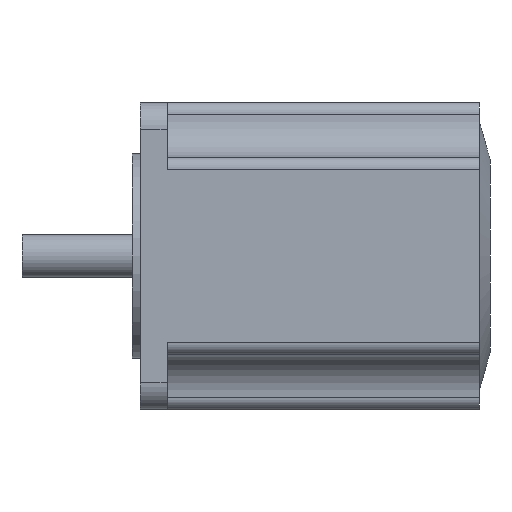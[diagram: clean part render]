
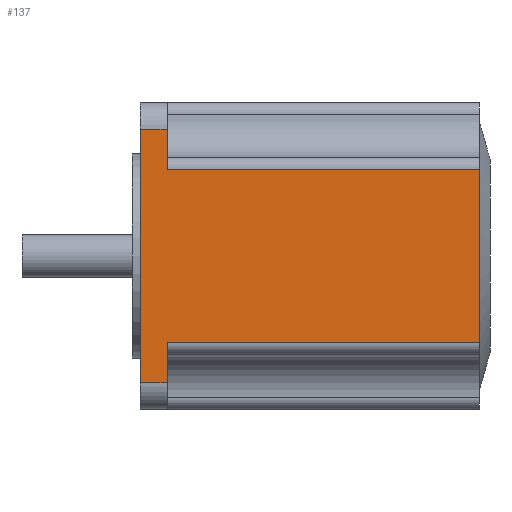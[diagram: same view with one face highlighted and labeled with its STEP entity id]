
A CAD part, left-side view. The second image highlights one B-rep face of the part: STEP entity #137.
In plain terms, the highlighted planar face has unit normal (-1, 0, 0).
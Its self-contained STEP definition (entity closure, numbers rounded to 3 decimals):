
#40 = DIRECTION ( 'NONE',  ( 0., 0., 1. ) ) ;
#67 = CARTESIAN_POINT ( 'NONE',  ( 0., -63., -12.4 ) ) ;
#108 = EDGE_CURVE ( 'NONE', #180, #1760, #2208, .T. ) ;
#131 = ORIENTED_EDGE ( 'NONE', *, *, #1483, .F. ) ;
#137 = ADVANCED_FACE ( 'NONE', ( #494 ), #1364, .T. ) ;
#174 = DIRECTION ( 'NONE',  ( 0., -1., 0. ) ) ;
#180 = VERTEX_POINT ( 'NONE', #2389 ) ;
#221 = ORIENTED_EDGE ( 'NONE', *, *, #1574, .F. ) ;
#239 = VERTEX_POINT ( 'NONE', #958 ) ;
#271 = ORIENTED_EDGE ( 'NONE', *, *, #108, .T. ) ;
#364 = EDGE_CURVE ( 'NONE', #2592, #2658, #2259, .T. ) ;
#365 = CARTESIAN_POINT ( 'NONE',  ( 0., -5., 0. ) ) ;
#428 = CARTESIAN_POINT ( 'NONE',  ( 0., -5., -12.4 ) ) ;
#494 = FACE_OUTER_BOUND ( 'NONE', #1858, .T. ) ;
#776 = VECTOR ( 'NONE', #807, 1000. ) ;
#807 = DIRECTION ( 'NONE',  ( 0., -1., 0. ) ) ;
#825 = LINE ( 'NONE', #1934, #1299 ) ;
#828 = DIRECTION ( 'NONE',  ( 0., 0., 1. ) ) ;
#875 = CARTESIAN_POINT ( 'NONE',  ( 0., -63., -44.6 ) ) ;
#958 = CARTESIAN_POINT ( 'NONE',  ( 0., -5., -52.07 ) ) ;
#1085 = DIRECTION ( 'NONE',  ( 0., 0., -1. ) ) ;
#1100 = CARTESIAN_POINT ( 'NONE',  ( 0., -6., -4.93 ) ) ;
#1203 = EDGE_CURVE ( 'NONE', #2098, #2658, #825, .T. ) ;
#1275 = ORIENTED_EDGE ( 'NONE', *, *, #1842, .F. ) ;
#1285 = LINE ( 'NONE', #1487, #1705 ) ;
#1299 = VECTOR ( 'NONE', #174, 1000. ) ;
#1321 = VECTOR ( 'NONE', #2225, 1000. ) ;
#1326 = EDGE_CURVE ( 'NONE', #1400, #1760, #1285, .T. ) ;
#1364 = PLANE ( 'NONE',  #1681 ) ;
#1400 = VERTEX_POINT ( 'NONE', #2194 ) ;
#1418 = VECTOR ( 'NONE', #1882, 1000. ) ;
#1434 = VECTOR ( 'NONE', #1085, 1000. ) ;
#1482 = CARTESIAN_POINT ( 'NONE',  ( 0., -5., -44.6 ) ) ;
#1483 = EDGE_CURVE ( 'NONE', #239, #1400, #2328, .T. ) ;
#1487 = CARTESIAN_POINT ( 'NONE',  ( 0., 0., 0. ) ) ;
#1497 = LINE ( 'NONE', #1482, #776 ) ;
#1516 = DIRECTION ( 'NONE',  ( 0., 0., 1. ) ) ;
#1531 = VECTOR ( 'NONE', #2705, 1000. ) ;
#1574 = EDGE_CURVE ( 'NONE', #2804, #239, #2165, .T. ) ;
#1681 = AXIS2_PLACEMENT_3D ( 'NONE', #1999, #1764, #1516 ) ;
#1705 = VECTOR ( 'NONE', #828, 1000. ) ;
#1754 = ORIENTED_EDGE ( 'NONE', *, *, #1203, .F. ) ;
#1760 = VERTEX_POINT ( 'NONE', #2669 ) ;
#1764 = DIRECTION ( 'NONE',  ( -1., 0., 0. ) ) ;
#1826 = CARTESIAN_POINT ( 'NONE',  ( 0., -6., -52.07 ) ) ;
#1842 = EDGE_CURVE ( 'NONE', #180, #2098, #2738, .T. ) ;
#1858 = EDGE_LOOP ( 'NONE', ( #2068, #2378, #1754, #1275, #271, #2585, #131, #221 ) ) ;
#1882 = DIRECTION ( 'NONE',  ( 0., 0., -1. ) ) ;
#1934 = CARTESIAN_POINT ( 'NONE',  ( 0., -5., -12.4 ) ) ;
#1983 = EDGE_CURVE ( 'NONE', #2804, #2592, #1497, .T. ) ;
#1999 = CARTESIAN_POINT ( 'NONE',  ( 0., -63., 0. ) ) ;
#2068 = ORIENTED_EDGE ( 'NONE', *, *, #1983, .T. ) ;
#2096 = VECTOR ( 'NONE', #40, 1000. ) ;
#2098 = VERTEX_POINT ( 'NONE', #428 ) ;
#2165 = LINE ( 'NONE', #2811, #1434 ) ;
#2194 = CARTESIAN_POINT ( 'NONE',  ( 0., 0., -52.07 ) ) ;
#2208 = LINE ( 'NONE', #1100, #1321 ) ;
#2225 = DIRECTION ( 'NONE',  ( 0., 1., 0. ) ) ;
#2230 = CARTESIAN_POINT ( 'NONE',  ( 0., -63., 0. ) ) ;
#2259 = LINE ( 'NONE', #2230, #2096 ) ;
#2328 = LINE ( 'NONE', #1826, #1531 ) ;
#2378 = ORIENTED_EDGE ( 'NONE', *, *, #364, .T. ) ;
#2389 = CARTESIAN_POINT ( 'NONE',  ( 0., -5., -4.93 ) ) ;
#2585 = ORIENTED_EDGE ( 'NONE', *, *, #1326, .F. ) ;
#2592 = VERTEX_POINT ( 'NONE', #875 ) ;
#2658 = VERTEX_POINT ( 'NONE', #67 ) ;
#2669 = CARTESIAN_POINT ( 'NONE',  ( 0., 0., -4.93 ) ) ;
#2705 = DIRECTION ( 'NONE',  ( 0., 1., 0. ) ) ;
#2738 = LINE ( 'NONE', #365, #1418 ) ;
#2780 = CARTESIAN_POINT ( 'NONE',  ( 0., -5., -44.6 ) ) ;
#2804 = VERTEX_POINT ( 'NONE', #2780 ) ;
#2811 = CARTESIAN_POINT ( 'NONE',  ( 0., -5., -44.6 ) ) ;
